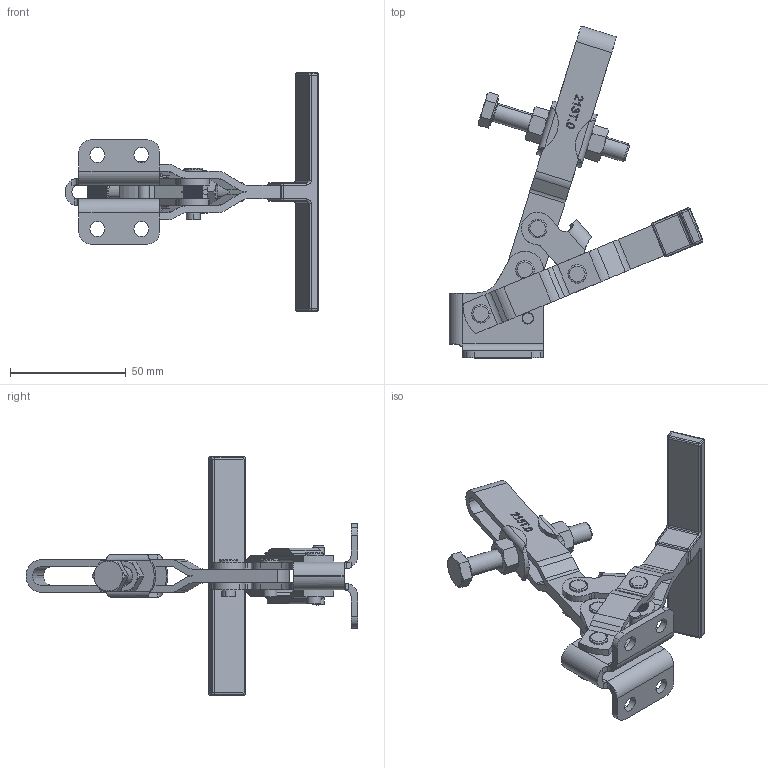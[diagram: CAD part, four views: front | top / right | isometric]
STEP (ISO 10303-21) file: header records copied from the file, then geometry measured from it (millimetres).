
FILE_DESCRIPTION((''),'2;1');
FILE_NAME('213T.0-opened.stp','2005-09-28T19:00:42',('CAD'),(''),'Autodesk Inventor 8','Autodesk Inventor 8','');
FILE_SCHEMA(('AUTOMOTIVE_DESIGN { 1 0 10303 214 1 1 1 1 }'));
Length unit declared in the file: millimetre
Products named in the file (1): Part36
Bounding box: 109.61 x 143.29 x 103 mm (x, y, z)
Volume: 51137.3 mm3; surface area: 35023.4 mm2
Topology: 1 solids, 6 shells, 1218 faces, 3919 edges, 2363 vertices
Faces by surface type: plane 468, cone 348, cylinder 275, bspline 101, sphere 14, torus 12
Entity records: 46247 total; most frequent: CARTESIAN_POINT 12702, ORIENTED_EDGE 7794, DIRECTION 6819, EDGE_CURVE 3897, AXIS2_PLACEMENT_3D 2556, VERTEX_POINT 2363, VECTOR 1707, LINE 1707
